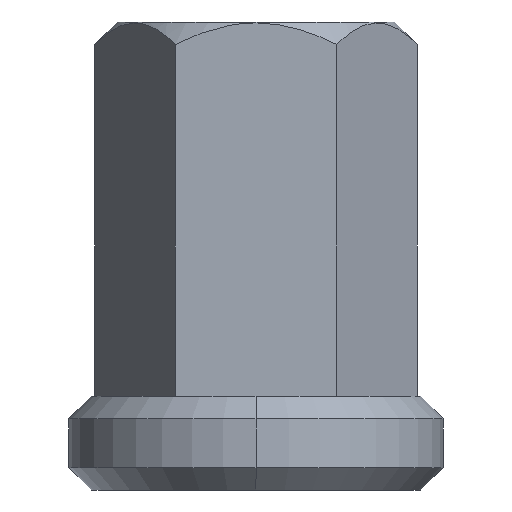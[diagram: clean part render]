
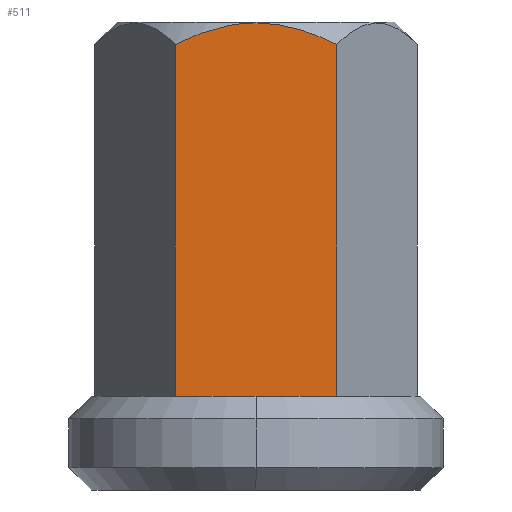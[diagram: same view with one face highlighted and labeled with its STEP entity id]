
A CAD part, left-side view. The second image highlights one B-rep face of the part: STEP entity #511.
In plain terms, the highlighted planar face has unit normal (-1, 0, 0).
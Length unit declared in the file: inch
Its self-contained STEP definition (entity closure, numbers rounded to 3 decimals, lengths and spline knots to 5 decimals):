
#12 = CARTESIAN_POINT ( 'NONE',  ( -0.1865, 0.10768, 0.125 ) ) ;
#20 = CARTESIAN_POINT ( 'NONE',  ( -0.1865, -0.07341, 0.61066 ) ) ;
#24 = CARTESIAN_POINT ( 'NONE',  ( -0.1865, -0.10768, 0. ) ) ;
#41 = CARTESIAN_POINT ( 'NONE',  ( -0.1865, -0.10768, 0.595 ) ) ;
#53 = VECTOR ( 'NONE', #207, 39.37008 ) ;
#58 = CARTESIAN_POINT ( 'NONE',  ( -0.1865, 0.10768, 0. ) ) ;
#120 = EDGE_CURVE ( 'NONE', #237, #329, #289, .T. ) ;
#124 = VECTOR ( 'NONE', #326, 39.37008 ) ;
#127 = CARTESIAN_POINT ( 'NONE',  ( -0.1865, 0.10768, 0.595 ) ) ;
#165 = CARTESIAN_POINT ( 'NONE',  ( -0.1865, 0.09933, 0.59917 ) ) ;
#167 = EDGE_LOOP ( 'NONE', ( #331, #476, #748, #694, #281 ) ) ;
#170 = CARTESIAN_POINT ( 'NONE',  ( -0.1865, 0.03732, 0.62094 ) ) ;
#205 = VERTEX_POINT ( 'NONE', #12 ) ;
#207 = DIRECTION ( 'NONE',  ( 0., 0., 1. ) ) ;
#218 = FACE_OUTER_BOUND ( 'NONE', #167, .T. ) ;
#223 = CARTESIAN_POINT ( 'NONE',  ( -0.1865, 0.10768, 0.595 ) ) ;
#237 = VERTEX_POINT ( 'NONE', #127 ) ;
#244 = CARTESIAN_POINT ( 'NONE',  ( -0.1865, -0.01891, 0.62312 ) ) ;
#249 = AXIS2_PLACEMENT_3D ( 'NONE', #58, #288, #463 ) ;
#253 = B_SPLINE_CURVE_WITH_KNOTS ( 'NONE', 3,
 ( #714, #419, #244, #305, #657, #20, #655, #475 ),
 .UNSPECIFIED., .F., .F.,
 ( 4, 2, 2, 4 ),
 ( 0.00973, 0.01044, 0.01115, 0.01257 ),
 .UNSPECIFIED. ) ;
#259 = DIRECTION ( 'NONE',  ( 0., 1., 0. ) ) ;
#269 = CARTESIAN_POINT ( 'NONE',  ( -0.1865, -0.10768, 0.125 ) ) ;
#273 = CARTESIAN_POINT ( 'NONE',  ( -0.1865, 0., 0.125 ) ) ;
#281 = ORIENTED_EDGE ( 'NONE', *, *, #290, .F. ) ;
#288 = DIRECTION ( 'NONE',  ( -1., 0., 0. ) ) ;
#289 = B_SPLINE_CURVE_WITH_KNOTS ( 'NONE', 3,
 ( #223, #165, #464, #396, #700, #170, #468, #401 ),
 .UNSPECIFIED., .F., .F.,
 ( 4, 2, 2, 4 ),
 ( 0.00687, 0.00759, 0.0083, 0.00973 ),
 .UNSPECIFIED. ) ;
#290 = EDGE_CURVE ( 'NONE', #329, #581, #253, .T. ) ;
#305 = CARTESIAN_POINT ( 'NONE',  ( -0.1865, -0.0374, 0.62036 ) ) ;
#326 = DIRECTION ( 'NONE',  ( 0., 0., 1. ) ) ;
#329 = VERTEX_POINT ( 'NONE', #430 ) ;
#331 = ORIENTED_EDGE ( 'NONE', *, *, #120, .F. ) ;
#339 = LINE ( 'NONE', #752, #53 ) ;
#347 = EDGE_CURVE ( 'NONE', #390, #581, #665, .T. ) ;
#374 = EDGE_CURVE ( 'NONE', #390, #205, #556, .T. ) ;
#390 = VERTEX_POINT ( 'NONE', #269 ) ;
#396 = CARTESIAN_POINT ( 'NONE',  ( -0.1865, 0.07338, 0.6101 ) ) ;
#401 = CARTESIAN_POINT ( 'NONE',  ( -0.1865, 0., 0.62385 ) ) ;
#419 = CARTESIAN_POINT ( 'NONE',  ( -0.1865, -0.00943, 0.62385 ) ) ;
#430 = CARTESIAN_POINT ( 'NONE',  ( -0.1865, 0., 0.62385 ) ) ;
#455 = EDGE_CURVE ( 'NONE', #205, #237, #339, .T. ) ;
#460 = PLANE ( 'NONE',  #249 ) ;
#463 = DIRECTION ( 'NONE',  ( 0., -1., 0. ) ) ;
#464 = CARTESIAN_POINT ( 'NONE',  ( -0.1865, 0.09083, 0.60306 ) ) ;
#468 = CARTESIAN_POINT ( 'NONE',  ( -0.1865, 0.0189, 0.62385 ) ) ;
#475 = CARTESIAN_POINT ( 'NONE',  ( -0.1865, -0.10768, 0.595 ) ) ;
#476 = ORIENTED_EDGE ( 'NONE', *, *, #455, .F. ) ;
#511 = ADVANCED_FACE ( 'NONE', ( #218 ), #460, .T. ) ;
#556 = LINE ( 'NONE', #273, #562 ) ;
#562 = VECTOR ( 'NONE', #259, 39.37008 ) ;
#581 = VERTEX_POINT ( 'NONE', #41 ) ;
#655 = CARTESIAN_POINT ( 'NONE',  ( -0.1865, -0.09097, 0.60335 ) ) ;
#657 = CARTESIAN_POINT ( 'NONE',  ( -0.1865, -0.04649, 0.61834 ) ) ;
#665 = LINE ( 'NONE', #24, #124 ) ;
#694 = ORIENTED_EDGE ( 'NONE', *, *, #347, .T. ) ;
#700 = CARTESIAN_POINT ( 'NONE',  ( -0.1865, 0.0644, 0.61324 ) ) ;
#714 = CARTESIAN_POINT ( 'NONE',  ( -0.1865, 0., 0.62385 ) ) ;
#748 = ORIENTED_EDGE ( 'NONE', *, *, #374, .F. ) ;
#752 = CARTESIAN_POINT ( 'NONE',  ( -0.1865, 0.10768, 0. ) ) ;
